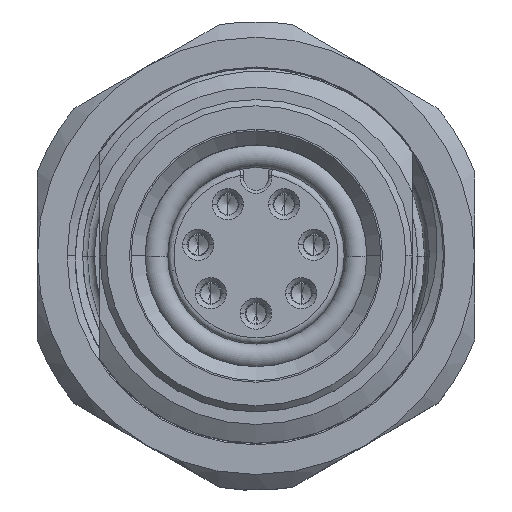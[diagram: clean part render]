
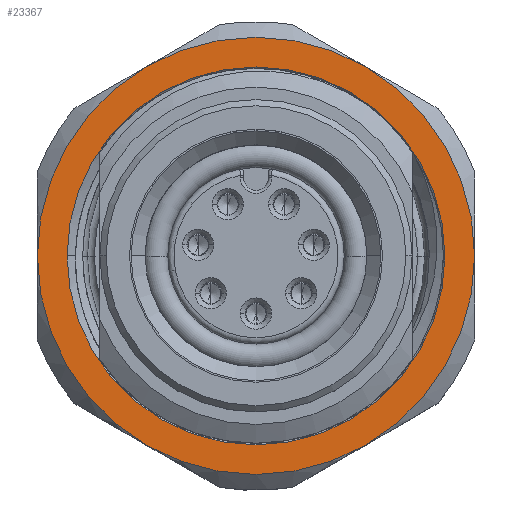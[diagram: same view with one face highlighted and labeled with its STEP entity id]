
A CAD part, top view. The second image highlights one B-rep face of the part: STEP entity #23367.
In plain terms, the highlighted planar face has unit normal (0, 0, 1).
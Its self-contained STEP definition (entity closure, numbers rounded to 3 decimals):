
#22355=CARTESIAN_POINT('',(0.,0.,3.2));
#22356=DIRECTION('',(0.,0.,1.));
#22357=DIRECTION('',(-0.5,-0.866,0.));
#22358=AXIS2_PLACEMENT_3D('',#22355,#22356,#22357);
#22360=CARTESIAN_POINT('',(0.,0.,3.2));
#22361=DIRECTION('',(0.,0.,-1.));
#22362=DIRECTION('',(-1.,0.,0.));
#22363=AXIS2_PLACEMENT_3D('',#22360,#22361,#22362);
#22365=CARTESIAN_POINT('',(0.,0.,3.2));
#22366=DIRECTION('',(0.,0.,-1.));
#22367=DIRECTION('',(1.,0.,0.));
#22368=AXIS2_PLACEMENT_3D('',#22365,#22366,#22367);
#22370=CARTESIAN_POINT('',(0.,0.,3.2));
#22371=DIRECTION('',(0.,0.,-1.));
#22372=DIRECTION('',(-0.5,-0.866,0.));
#22373=AXIS2_PLACEMENT_3D('',#22370,#22371,#22372);
#22375=CARTESIAN_POINT('',(0.,0.,3.2));
#22376=DIRECTION('',(0.,0.,-1.));
#22377=DIRECTION('',(-1.,0.,0.));
#22378=AXIS2_PLACEMENT_3D('',#22375,#22376,#22377);
#22380=CARTESIAN_POINT('',(0.,0.,3.2));
#22381=DIRECTION('',(0.,0.,-1.));
#22382=DIRECTION('',(0.5,0.866,0.));
#22383=AXIS2_PLACEMENT_3D('',#22380,#22381,#22382);
#22385=CARTESIAN_POINT('',(0.,0.,3.2));
#22386=DIRECTION('',(0.,0.,-1.));
#22387=DIRECTION('',(1.,0.,0.));
#22388=AXIS2_PLACEMENT_3D('',#22385,#22386,#22387);
#22697=CARTESIAN_POINT('',(0.,0.,3.2));
#22698=DIRECTION('',(0.,0.,1.));
#22699=DIRECTION('',(0.5,0.866,0.));
#22700=AXIS2_PLACEMENT_3D('',#22697,#22698,#22699);
#22706=CARTESIAN_POINT('',(-6.05,0.,3.2));
#22707=CARTESIAN_POINT('',(6.05,0.,3.2));
#22708=VERTEX_POINT('',#22706);
#22709=VERTEX_POINT('',#22707);
#22756=CARTESIAN_POINT('',(-3.5,-6.062,3.2));
#22757=CARTESIAN_POINT('',(-7.,0.,3.2));
#22758=VERTEX_POINT('',#22756);
#22759=VERTEX_POINT('',#22757);
#22760=CARTESIAN_POINT('',(-3.5,6.062,3.2));
#22761=VERTEX_POINT('',#22760);
#22762=CARTESIAN_POINT('',(3.5,6.062,3.2));
#22763=CARTESIAN_POINT('',(7.,0.,3.2));
#22764=VERTEX_POINT('',#22762);
#22765=VERTEX_POINT('',#22763);
#22766=CARTESIAN_POINT('',(3.5,-6.062,3.2));
#22767=VERTEX_POINT('',#22766);
#23347=CARTESIAN_POINT('',(0.,0.,3.2));
#23348=DIRECTION('',(0.,0.,1.));
#23349=DIRECTION('',(1.,0.,0.));
#23350=AXIS2_PLACEMENT_3D('',#23347,#23348,#23349);
#23351=PLANE('',#23350);
#23352=ORIENTED_EDGE('',*,*,#23341,.F.);
#23353=ORIENTED_EDGE('',*,*,#23300,.T.);
#23354=ORIENTED_EDGE('',*,*,#23287,.T.);
#23356=ORIENTED_EDGE('',*,*,#23355,.F.);
#23357=ORIENTED_EDGE('',*,*,#23313,.T.);
#23358=ORIENTED_EDGE('',*,*,#23326,.T.);
#23359=EDGE_LOOP('',(#23352,#23353,#23354,#23356,#23357,#23358));
#23360=FACE_OUTER_BOUND('',#23359,.F.);
#23362=ORIENTED_EDGE('',*,*,#23361,.F.);
#23364=ORIENTED_EDGE('',*,*,#23363,.F.);
#23365=EDGE_LOOP('',(#23362,#23364));
#23366=FACE_BOUND('',#23365,.F.);
#22359=CIRCLE('',#22358,7.);
#22364=CIRCLE('',#22363,6.05);
#22369=CIRCLE('',#22368,6.05);
#22374=CIRCLE('',#22373,7.);
#22379=CIRCLE('',#22378,7.);
#22384=CIRCLE('',#22383,7.);
#22389=CIRCLE('',#22388,7.);
#22701=CIRCLE('',#22700,7.);
#23287=EDGE_CURVE('',#22759,#22761,#22379,.T.);
#23300=EDGE_CURVE('',#22758,#22759,#22374,.T.);
#23313=EDGE_CURVE('',#22764,#22765,#22384,.T.);
#23326=EDGE_CURVE('',#22765,#22767,#22389,.T.);
#23341=EDGE_CURVE('',#22758,#22767,#22359,.T.);
#23355=EDGE_CURVE('',#22764,#22761,#22701,.T.);
#23361=EDGE_CURVE('',#22708,#22709,#22364,.T.);
#23363=EDGE_CURVE('',#22709,#22708,#22369,.T.);
#23367=ADVANCED_FACE('',(#23360,#23366),#23351,.T.);
